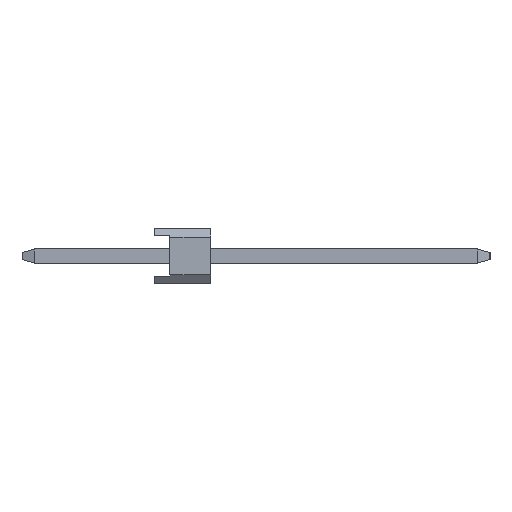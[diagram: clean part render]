
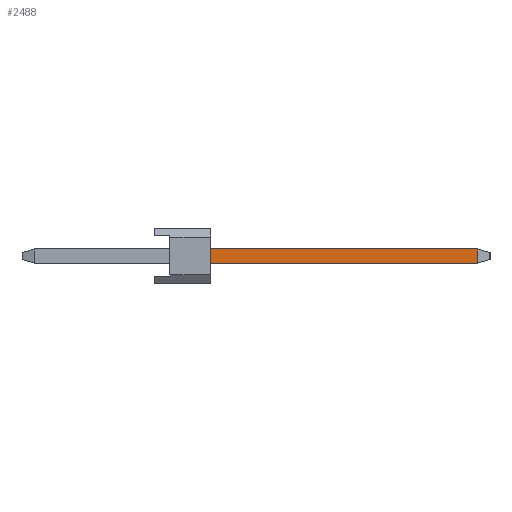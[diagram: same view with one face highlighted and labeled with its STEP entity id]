
A CAD part, left-side view. The second image highlights one B-rep face of the part: STEP entity #2488.
In plain terms, the highlighted planar face has unit normal (-1, 0, 0).
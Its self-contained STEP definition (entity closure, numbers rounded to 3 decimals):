
#2334=VERTEX_POINT('',#6076);
#2488=ADVANCED_FACE('',(#6241),#6242,.T.);
#2688=VERTEX_POINT('',#6459);
#2698=EDGE_CURVE('',#2688,#4314,#6470,.T.);
#3038=EDGE_CURVE('',#4314,#2334,#6845,.T.);
#3788=VERTEX_POINT('',#7680);
#4166=EDGE_CURVE('',#2334,#3788,#8098,.T.);
#4314=VERTEX_POINT('',#8254);
#5144=EDGE_CURVE('',#3788,#2688,#9180,.T.);
#6076=CARTESIAN_POINT('',(-14.29,-2.54,0.32));
#6241=FACE_OUTER_BOUND('',#10660,.T.);
#6242=PLANE('',#10661);
#6459=CARTESIAN_POINT('',(-14.29,-14.594,-0.32));
#6470=LINE('',#10988,#10989);
#6845=LINE('',#11547,#11548);
#7680=CARTESIAN_POINT('',(-14.29,-14.594,0.32));
#8098=LINE('',#13340,#13341);
#8254=CARTESIAN_POINT('',(-14.29,-2.54,-0.32));
#9180=LINE('',#14876,#14877);
#10660=EDGE_LOOP('',(#16173,#16174,#16175,#16176));
#10661=AXIS2_PLACEMENT_3D('',#16177,#16178,#16179);
#10988=CARTESIAN_POINT('',(-14.29,5.414,-0.32));
#10989=VECTOR('',#16381,1.0);
#11547=CARTESIAN_POINT('',(-14.29,-2.54,0.252));
#11548=VECTOR('',#16761,1.0);
#13340=CARTESIAN_POINT('',(-14.29,-4.59,0.32));
#13341=VECTOR('',#18045,1.0);
#14876=CARTESIAN_POINT('',(-14.29,-14.594,0.5));
#14877=VECTOR('',#19170,1.0);
#16173=ORIENTED_EDGE('',*,*,#3038,.F.);
#16174=ORIENTED_EDGE('',*,*,#2698,.F.);
#16175=ORIENTED_EDGE('',*,*,#5144,.F.);
#16176=ORIENTED_EDGE('',*,*,#4166,.F.);
#16177=CARTESIAN_POINT('',(-14.29,5.414,0.5));
#16178=DIRECTION('',(-1.0,0.,0.));
#16179=DIRECTION('',(0.,1.0,0.));
#16381=DIRECTION('',(0.,1.0,0.));
#16761=DIRECTION('',(0.,0.,1.0));
#18045=DIRECTION('',(0.,-1.0,0.));
#19170=DIRECTION('',(0.0,0.,-1.0));
